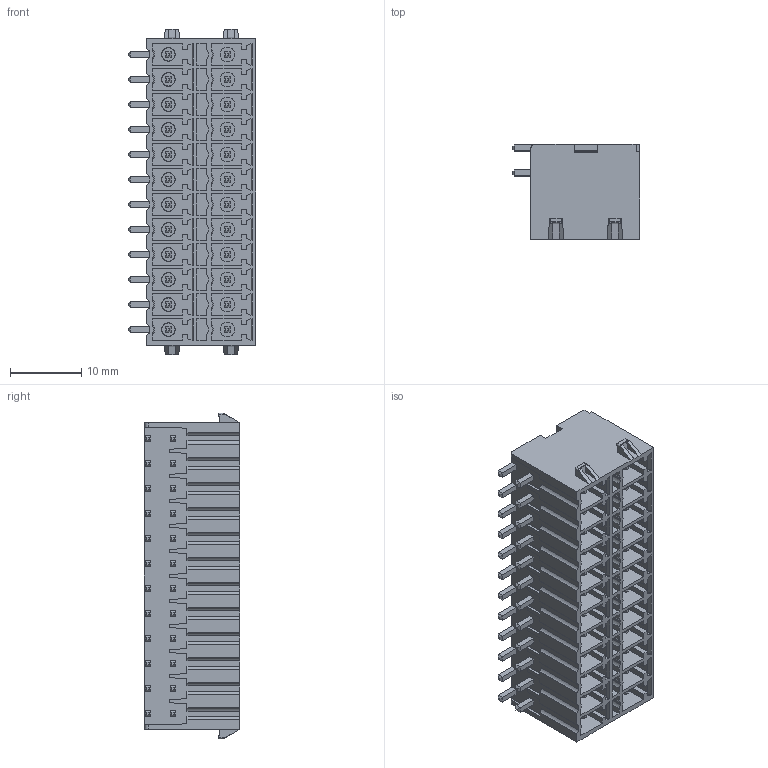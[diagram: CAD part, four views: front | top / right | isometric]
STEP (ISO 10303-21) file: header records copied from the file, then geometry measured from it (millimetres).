
FILE_DESCRIPTION((''),'2;1');
FILE_NAME('TLPHDL-007R-1','2024-09-18T13:40:49',('sheji109'),(''),'CREO PARAMETRIC BY PTC INC, 2018100','CREO PARAMETRIC BY PTC INC, 2018100','');
FILE_SCHEMA(('CONFIG_CONTROL_DESIGN'));
Length unit declared in the file: millimetre
Products named in the file (1): TLPHDL-007R-1
Bounding box: 17.8 x 13.3 x 45.6 mm (x, y, z)
Volume: 5886.7 mm3; surface area: 7652.1 mm2
Topology: 1 solids, 1 shells, 1346 faces, 3500 edges, 2264 vertices
Faces by surface type: plane 1188, cylinder 110, cone 48
Entity records: 40555 total; most frequent: CARTESIAN_POINT 7433, ORIENTED_EDGE 7000, DIRECTION 6392, EDGE_CURVE 3500, VECTOR 3152, LINE 3152, VERTEX_POINT 2264, AXIS2_PLACEMENT_3D 1620
